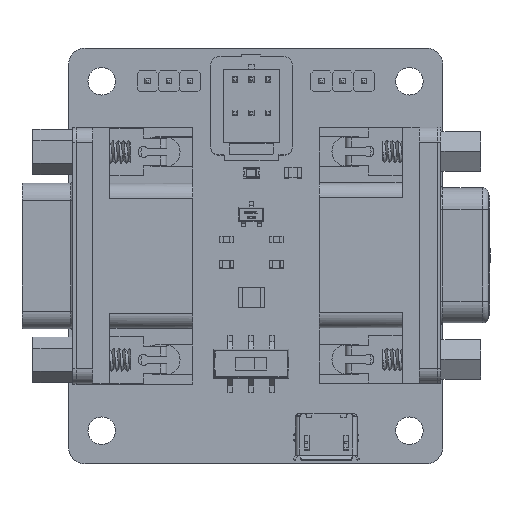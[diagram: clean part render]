
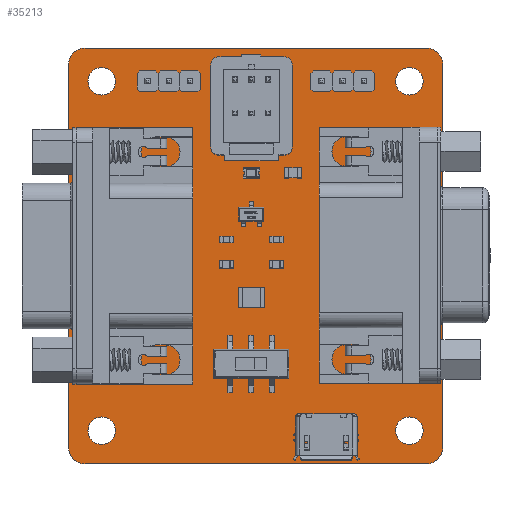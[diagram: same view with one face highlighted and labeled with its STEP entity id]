
A CAD part, top view. The second image highlights one B-rep face of the part: STEP entity #35213.
In plain terms, the highlighted planar face has unit normal (0, 0, 1).
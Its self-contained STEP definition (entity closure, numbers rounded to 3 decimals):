
#1040=FACE_BOUND('',#4660,.T.);
#1041=FACE_BOUND('',#4661,.T.);
#1042=FACE_BOUND('',#4662,.T.);
#1043=FACE_BOUND('',#4663,.T.);
#1266=PLANE('',#37653);
#2629=FACE_OUTER_BOUND('',#4659,.T.);
#4659=EDGE_LOOP('',(#23693,#23694,#23695,#23696,#23697,#23698,#23699,#23700));
#4660=EDGE_LOOP('',(#23701));
#4661=EDGE_LOOP('',(#23702));
#4662=EDGE_LOOP('',(#23703));
#4663=EDGE_LOOP('',(#23704));
#6823=LINE('',#49413,#10660);
#6827=LINE('',#49425,#10664);
#6831=LINE('',#49437,#10668);
#6835=LINE('',#49449,#10672);
#10660=VECTOR('',#40464,10.);
#10664=VECTOR('',#40476,10.);
#10668=VECTOR('',#40488,10.);
#10672=VECTOR('',#40500,10.);
#14532=CIRCLE('',#37626,1.65);
#14534=CIRCLE('',#37629,1.65);
#14536=CIRCLE('',#37632,1.65);
#14538=CIRCLE('',#37635,1.65);
#14541=CIRCLE('',#37640,2.);
#14543=CIRCLE('',#37644,2.);
#14545=CIRCLE('',#37648,2.);
#14547=CIRCLE('',#37652,2.);
#15285=VERTEX_POINT('',#49383);
#15287=VERTEX_POINT('',#49389);
#15289=VERTEX_POINT('',#49395);
#15291=VERTEX_POINT('',#49401);
#15295=VERTEX_POINT('',#49410);
#15296=VERTEX_POINT('',#49412);
#15298=VERTEX_POINT('',#49418);
#15300=VERTEX_POINT('',#49424);
#15302=VERTEX_POINT('',#49430);
#15304=VERTEX_POINT('',#49436);
#15306=VERTEX_POINT('',#49442);
#15308=VERTEX_POINT('',#49448);
#18533=EDGE_CURVE('',#15285,#15285,#14532,.T.);
#18536=EDGE_CURVE('',#15287,#15287,#14534,.T.);
#18539=EDGE_CURVE('',#15289,#15289,#14536,.T.);
#18542=EDGE_CURVE('',#15291,#15291,#14538,.T.);
#18547=EDGE_CURVE('',#15296,#15295,#6823,.T.);
#18550=EDGE_CURVE('',#15298,#15296,#14541,.T.);
#18553=EDGE_CURVE('',#15300,#15298,#6827,.T.);
#18556=EDGE_CURVE('',#15302,#15300,#14543,.T.);
#18559=EDGE_CURVE('',#15304,#15302,#6831,.T.);
#18562=EDGE_CURVE('',#15306,#15304,#14545,.T.);
#18565=EDGE_CURVE('',#15308,#15306,#6835,.T.);
#18568=EDGE_CURVE('',#15295,#15308,#14547,.T.);
#23693=ORIENTED_EDGE('',*,*,#18568,.T.);
#23694=ORIENTED_EDGE('',*,*,#18565,.T.);
#23695=ORIENTED_EDGE('',*,*,#18562,.T.);
#23696=ORIENTED_EDGE('',*,*,#18559,.T.);
#23697=ORIENTED_EDGE('',*,*,#18556,.T.);
#23698=ORIENTED_EDGE('',*,*,#18553,.T.);
#23699=ORIENTED_EDGE('',*,*,#18550,.T.);
#23700=ORIENTED_EDGE('',*,*,#18547,.T.);
#23701=ORIENTED_EDGE('',*,*,#18542,.T.);
#23702=ORIENTED_EDGE('',*,*,#18539,.T.);
#23703=ORIENTED_EDGE('',*,*,#18536,.T.);
#23704=ORIENTED_EDGE('',*,*,#18533,.T.);
#35213=ADVANCED_FACE('',(#2629,#1040,#1041,#1042,#1043),#1266,.T.);
#37626=AXIS2_PLACEMENT_3D('',#49384,#40434,#40435);
#37629=AXIS2_PLACEMENT_3D('',#49390,#40441,#40442);
#37632=AXIS2_PLACEMENT_3D('',#49396,#40448,#40449);
#37635=AXIS2_PLACEMENT_3D('',#49402,#40455,#40456);
#37640=AXIS2_PLACEMENT_3D('',#49419,#40470,#40471);
#37644=AXIS2_PLACEMENT_3D('',#49431,#40482,#40483);
#37648=AXIS2_PLACEMENT_3D('',#49443,#40494,#40495);
#37652=AXIS2_PLACEMENT_3D('',#49453,#40506,#40507);
#37653=AXIS2_PLACEMENT_3D('',#49454,#40508,#40509);
#40434=DIRECTION('center_axis',(0.,0.,-1.));
#40435=DIRECTION('ref_axis',(1.,0.,0.));
#40441=DIRECTION('center_axis',(0.,0.,-1.));
#40442=DIRECTION('ref_axis',(1.,0.,0.));
#40448=DIRECTION('center_axis',(0.,0.,-1.));
#40449=DIRECTION('ref_axis',(1.,0.,0.));
#40455=DIRECTION('center_axis',(0.,0.,-1.));
#40456=DIRECTION('ref_axis',(1.,0.,0.));
#40464=DIRECTION('',(1.,0.,0.));
#40470=DIRECTION('center_axis',(0.,0.,1.));
#40471=DIRECTION('ref_axis',(-1.,0.,0.));
#40476=DIRECTION('',(0.,-1.,0.));
#40482=DIRECTION('center_axis',(0.,0.,1.));
#40483=DIRECTION('ref_axis',(0.,1.,0.));
#40488=DIRECTION('',(-1.,0.,0.));
#40494=DIRECTION('center_axis',(0.,0.,1.));
#40495=DIRECTION('ref_axis',(1.,0.,0.));
#40500=DIRECTION('',(0.,1.,0.));
#40506=DIRECTION('center_axis',(0.,0.,1.));
#40507=DIRECTION('ref_axis',(0.,-1.,0.));
#40508=DIRECTION('center_axis',(0.,0.,1.));
#40509=DIRECTION('ref_axis',(1.,0.,0.));
#49383=CARTESIAN_POINT('',(39.35,46.,1.57));
#49384=CARTESIAN_POINT('Origin',(41.,46.,1.57));
#49389=CARTESIAN_POINT('',(2.35,4.,1.57));
#49390=CARTESIAN_POINT('Origin',(4.,4.,1.57));
#49395=CARTESIAN_POINT('',(2.35,46.,1.57));
#49396=CARTESIAN_POINT('Origin',(4.,46.,1.57));
#49401=CARTESIAN_POINT('',(39.35,4.,1.57));
#49402=CARTESIAN_POINT('Origin',(41.,4.,1.57));
#49410=CARTESIAN_POINT('',(43.,0.,1.57));
#49412=CARTESIAN_POINT('',(2.,0.,1.57));
#49413=CARTESIAN_POINT('',(43.,0.,1.57));
#49418=CARTESIAN_POINT('',(0.,2.,1.57));
#49419=CARTESIAN_POINT('Origin',(2.,2.,1.57));
#49424=CARTESIAN_POINT('',(0.,48.,1.57));
#49425=CARTESIAN_POINT('',(0.,2.,1.57));
#49430=CARTESIAN_POINT('',(2.,50.,1.57));
#49431=CARTESIAN_POINT('Origin',(2.,48.,1.57));
#49436=CARTESIAN_POINT('',(43.,50.,1.57));
#49437=CARTESIAN_POINT('',(2.,50.,1.57));
#49442=CARTESIAN_POINT('',(45.,48.,1.57));
#49443=CARTESIAN_POINT('Origin',(43.,48.,1.57));
#49448=CARTESIAN_POINT('',(45.,2.,1.57));
#49449=CARTESIAN_POINT('',(45.,48.,1.57));
#49453=CARTESIAN_POINT('Origin',(43.,2.,1.57));
#49454=CARTESIAN_POINT('Origin',(22.5,25.,1.57));
